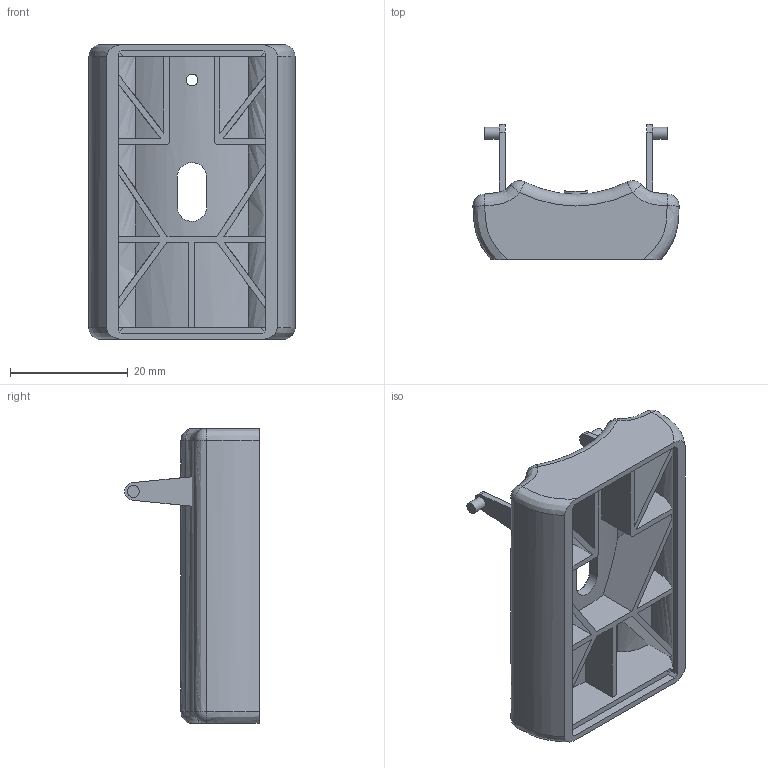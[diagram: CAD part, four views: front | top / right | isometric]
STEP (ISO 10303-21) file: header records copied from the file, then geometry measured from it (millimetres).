
FILE_DESCRIPTION(/* description */ (''),/* implementation_level */ '2;1');
FILE_NAME(/* name */ 'SensorBtm_bottom.stp',/* time_stamp */ '2016-10-25T08:46:39+02:00',/* author */ ('Andy'),/* organization */ (''),/* preprocessor_version */ 'ST-DEVELOPER v16.1',/* originating_system */ 'Autodesk Inventor 2016',/* authorisation */ '');
FILE_SCHEMA (('AUTOMOTIVE_DESIGN { 1 0 10303 214 3 1 1 }'));
Length unit declared in the file: millimetre
Products named in the file (1): Sensor_unten
Bounding box: 34.96 x 22.86 x 50 mm (x, y, z)
Volume: 7982.7 mm3; surface area: 9781 mm2
Topology: 1 solids, 1 shells, 137 faces, 371 edges, 241 vertices
Faces by surface type: plane 71, bspline 32, cylinder 24, sphere 8, torus 2
Full cylindrical faces by diameter (mm): 2 x3
Entity records: 6039 total; most frequent: CARTESIAN_POINT 2900, ORIENTED_EDGE 736, DIRECTION 497, EDGE_CURVE 368, VERTEX_POINT 241, AXIS2_PLACEMENT_3D 172, LINE 153, VECTOR 153
